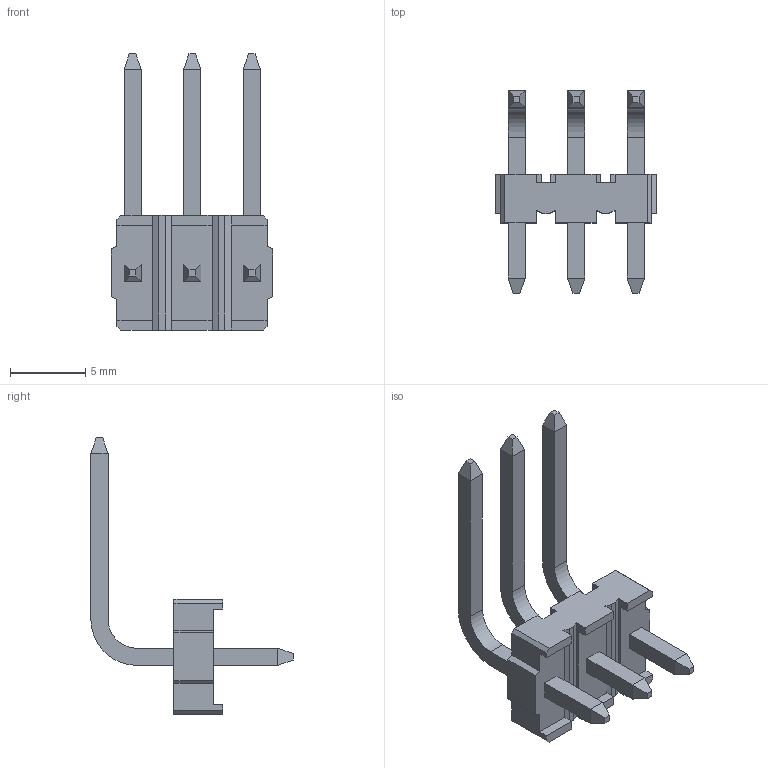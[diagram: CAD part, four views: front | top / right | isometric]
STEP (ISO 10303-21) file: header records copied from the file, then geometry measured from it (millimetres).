
FILE_DESCRIPTION((''),'2;1');
FILE_NAME('026481032','2015-03-17T',('me'),(''),'PRO/ENGINEER BY PARAMETRIC TECHNOLOGY CORPORATION, 2011490','PRO/ENGINEER BY PARAMETRIC TECHNOLOGY CORPORATION, 2011490','');
FILE_SCHEMA(('CONFIG_CONTROL_DESIGN'));
Length unit declared in the file: inch
Products named in the file (1): 026481032
Bounding box: 10.74 x 13.45 x 18.36 mm (x, y, z)
Volume: 283 mm3; surface area: 640.6 mm2
Topology: 1 solids, 1 shells, 140 faces, 378 edges, 246 vertices
Faces by surface type: plane 134, cylinder 6
Entity records: 4330 total; most frequent: CARTESIAN_POINT 759, ORIENTED_EDGE 744, DIRECTION 678, EDGE_CURVE 372, VECTOR 360, LINE 360, VERTEX_POINT 240, AXIS2_PLACEMENT_3D 159
